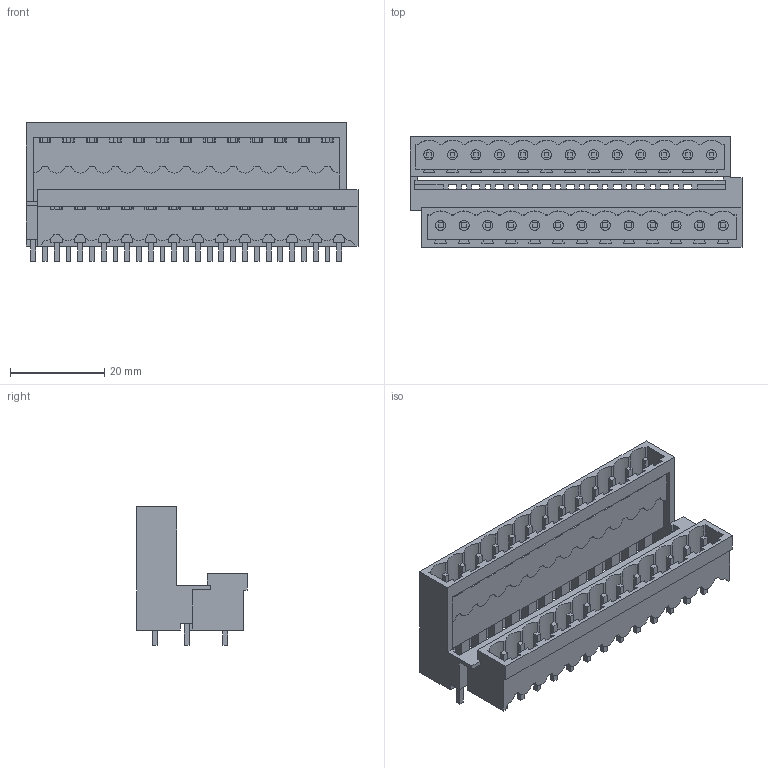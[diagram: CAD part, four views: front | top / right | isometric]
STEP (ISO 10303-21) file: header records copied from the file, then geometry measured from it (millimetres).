
FILE_DESCRIPTION(('CATIA V5 STEP Exchange','CAx-IF Rec.Pracs.--- Model Styling and Organization---1.2---2011-12-15'),'2;1');
FILE_NAME ('D1458965_0_1911520000_1911520000.stp','2018-03-29T10:26:05+00:00',('none'),('Weidmueller'),'CATIA Version 5-6 Release 2014','CATIA V5 STEP AP214','none');
FILE_SCHEMA(('AUTOMOTIVE_DESIGN { 1 0 10303 214 1 1 1 1 }'));
Length unit declared in the file: millimetre
Products named in the file (1): 1911520000
Bounding box: 70.5 x 23.43 x 29.36 mm (x, y, z)
Volume: 11088.4 mm3; surface area: 18598 mm2
Topology: 29 solids, 29 shells, 993 faces, 3323 edges, 2335 vertices
Faces by surface type: plane 887, cylinder 104, extrusion 2
Entity records: 35779 total; most frequent: ORIENTED_EDGE 6646, CARTESIAN_POINT 6566, DIRECTION 4726, EDGE_CURVE 3323, VECTOR 2841, LINE 2839, VERTEX_POINT 2335, AXIS2_PLACEMENT_3D 1170
